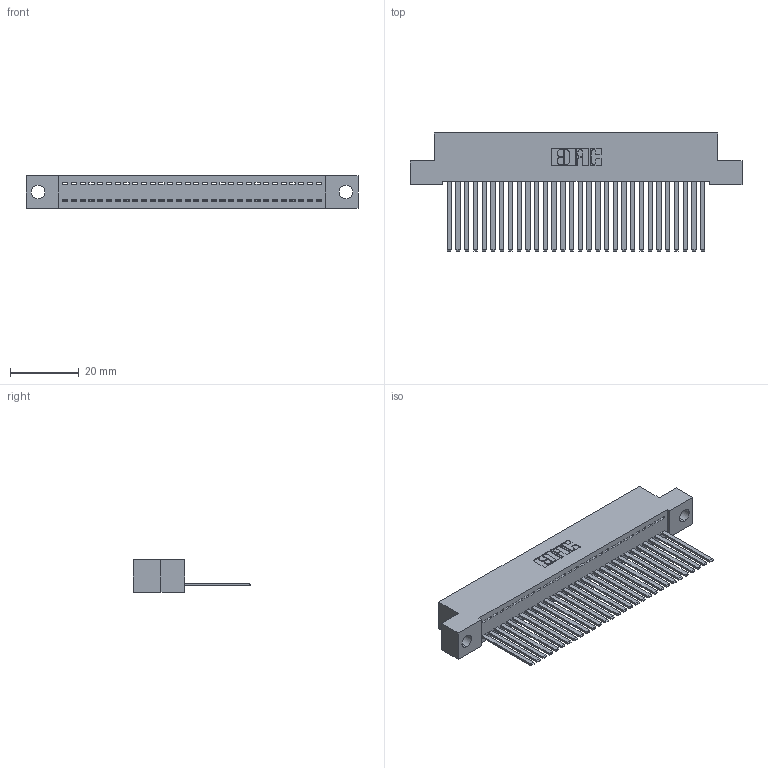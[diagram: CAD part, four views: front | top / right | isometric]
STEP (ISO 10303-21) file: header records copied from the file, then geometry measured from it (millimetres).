
FILE_DESCRIPTION (( 'STEP AP203' ), '1' );
FILE_NAME ('392-030-544-104.STEP', '2018-08-15T22:40:40', ( '' ), ( '' ), 'SwSTEP 2.0', 'SolidWorks 2016', '' );
FILE_SCHEMA (( 'CONFIG_CONTROL_DESIGN' ));
Length unit declared in the file: inch
Products named in the file (3): 392-030-544-104; 342 Part_.156 TH; 345-292-001_345-293-144
Assembly tree (31 placements, depth 2):
  392-030-544-104
    342 Part_.156 TH
    345-292-001_345-293-144  x30
Bounding box: 96.52 x 34.3 x 9.4 mm (x, y, z)
Volume: 8679.1 mm3; surface area: 13328.4 mm2
Topology: 31 solids, 31 shells, 1670 faces, 5039 edges, 3318 vertices
Faces by surface type: plane 1206, cylinder 464
Entity records: 19579 total; most frequent: CARTESIAN_POINT 3384, ORIENTED_EDGE 3350, DIRECTION 2875, EDGE_CURVE 1675, LINE 1551, VECTOR 1551, VERTEX_POINT 1114, AXIS2_PLACEMENT_3D 662
